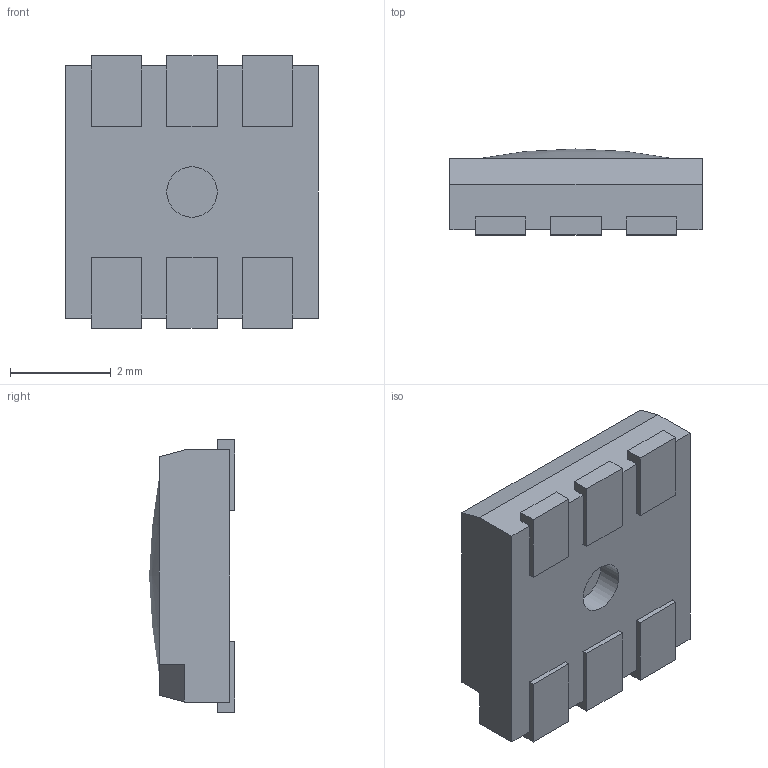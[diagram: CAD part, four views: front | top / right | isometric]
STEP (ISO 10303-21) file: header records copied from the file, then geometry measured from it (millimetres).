
FILE_DESCRIPTION(/* description */ (''),/* implementation_level */ '2;1');
FILE_NAME(/* name */ '5050 led.stp',/* time_stamp */ '2018-11-19T20:34:31-02:00',/* author */ ('CAD'),/* organization */ (''),/* preprocessor_version */ 'ST-DEVELOPER v16.5',/* originating_system */ 'Autodesk Inventor 2017',/* authorisation */ '');
FILE_SCHEMA (('AUTOMOTIVE_DESIGN { 1 0 10303 214 3 1 1 }'));
Length unit declared in the file: millimetre
Products named in the file (4): 5050 led; PART1; PART2; PART3
Assembly tree (8 placements, depth 2):
  5050 led
    PART1
    PART2  x6
    PART3
Bounding box: 5 x 1.7 x 5.4 mm (x, y, z)
Volume: 36.6 mm3; surface area: 146.5 mm2
Topology: 8 solids, 8 shells, 77 faces, 176 edges, 117 vertices
Faces by surface type: plane 73, cylinder 3, sphere 1
Full cylindrical faces by diameter (mm): 1 x1, 4 x2
Entity records: 1531 total; most frequent: CARTESIAN_POINT 249, DIRECTION 237, ORIENTED_EDGE 226, EDGE_CURVE 113, LINE 107, VECTOR 107, VERTEX_POINT 77, AXIS2_PLACEMENT_3D 65
